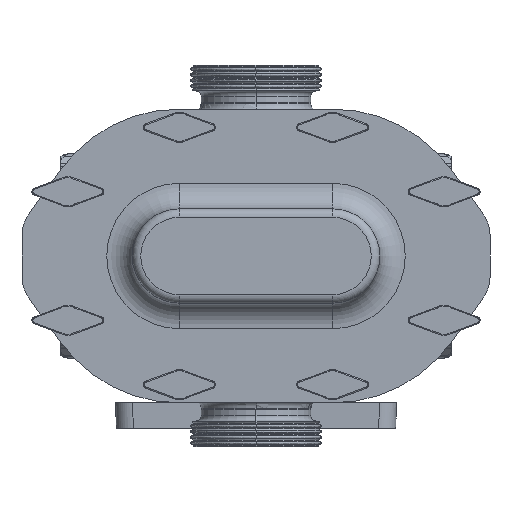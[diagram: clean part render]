
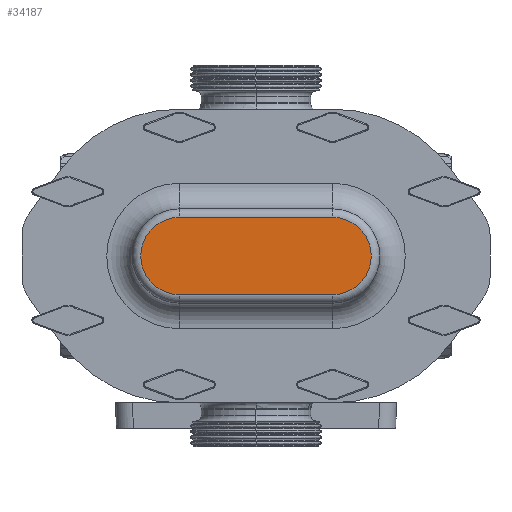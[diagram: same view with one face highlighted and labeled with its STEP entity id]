
A CAD part, left-side view. The second image highlights one B-rep face of the part: STEP entity #34187.
In plain terms, the highlighted planar face has unit normal (-1, 0, 0).
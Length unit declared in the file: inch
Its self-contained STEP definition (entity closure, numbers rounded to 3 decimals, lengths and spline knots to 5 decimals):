
#198 = CARTESIAN_POINT ( 'NONE',  ( -2.21, -2.25, -1.135 ) ) ;
#1675 = CARTESIAN_POINT ( 'NONE',  ( -2.21, 2.25, 0. ) ) ;
#1897 = FACE_OUTER_BOUND ( 'NONE', #23294, .T. ) ;
#2803 = DIRECTION ( 'NONE',  ( 0., -1., 0. ) ) ;
#4296 = EDGE_CURVE ( 'NONE', #7727, #38783, #36248, .T. ) ;
#5967 = CARTESIAN_POINT ( 'NONE',  ( -2.21, -2.25, 1.135 ) ) ;
#6682 = CARTESIAN_POINT ( 'NONE',  ( -2.21, 2.25, 1.135 ) ) ;
#7727 = VERTEX_POINT ( 'NONE', #33502 ) ;
#8064 = VERTEX_POINT ( 'NONE', #6682 ) ;
#9734 = VERTEX_POINT ( 'NONE', #5967 ) ;
#11352 = CARTESIAN_POINT ( 'NONE',  ( -2.21, 2.25, 1.135 ) ) ;
#11565 = DIRECTION ( 'NONE',  ( 0., 1., 0. ) ) ;
#11741 = EDGE_CURVE ( 'NONE', #8064, #7727, #36637, .T. ) ;
#12745 = DIRECTION ( 'NONE',  ( -1., 0., 0. ) ) ;
#13610 = ORIENTED_EDGE ( 'NONE', *, *, #32068, .T. ) ;
#14071 = AXIS2_PLACEMENT_3D ( 'NONE', #37143, #24921, #15538 ) ;
#15538 = DIRECTION ( 'NONE',  ( 0., 0., 1. ) ) ;
#15684 = PLANE ( 'NONE',  #22131 ) ;
#17516 = ORIENTED_EDGE ( 'NONE', *, *, #4296, .T. ) ;
#17812 = LINE ( 'NONE', #11352, #23734 ) ;
#20967 = CARTESIAN_POINT ( 'NONE',  ( -2.21, -2.25, -1.135 ) ) ;
#22131 = AXIS2_PLACEMENT_3D ( 'NONE', #1675, #41806, #38570 ) ;
#23294 = EDGE_LOOP ( 'NONE', ( #13610, #32767, #17516, #24958 ) ) ;
#23734 = VECTOR ( 'NONE', #11565, 39.37008 ) ;
#24921 = DIRECTION ( 'NONE',  ( -1., 0., 0. ) ) ;
#24958 = ORIENTED_EDGE ( 'NONE', *, *, #30123, .T. ) ;
#25818 = DIRECTION ( 'NONE',  ( 0., 0., 1. ) ) ;
#27476 = VECTOR ( 'NONE', #2803, 39.37008 ) ;
#30082 = CARTESIAN_POINT ( 'NONE',  ( -2.21, 2.25, 0. ) ) ;
#30123 = EDGE_CURVE ( 'NONE', #38783, #9734, #30488, .T. ) ;
#30488 = CIRCLE ( 'NONE', #14071, 1.135 ) ;
#32068 = EDGE_CURVE ( 'NONE', #9734, #8064, #17812, .T. ) ;
#32767 = ORIENTED_EDGE ( 'NONE', *, *, #11741, .T. ) ;
#33502 = CARTESIAN_POINT ( 'NONE',  ( -2.21, 2.25, -1.135 ) ) ;
#34187 = ADVANCED_FACE ( 'NONE', ( #1897 ), #15684, .T. ) ;
#36248 = LINE ( 'NONE', #198, #27476 ) ;
#36637 = CIRCLE ( 'NONE', #37311, 1.135 ) ;
#37143 = CARTESIAN_POINT ( 'NONE',  ( -2.21, -2.25, 0. ) ) ;
#37311 = AXIS2_PLACEMENT_3D ( 'NONE', #30082, #12745, #25818 ) ;
#38570 = DIRECTION ( 'NONE',  ( 0., 0., 1. ) ) ;
#38783 = VERTEX_POINT ( 'NONE', #20967 ) ;
#41806 = DIRECTION ( 'NONE',  ( -1., 0., 0. ) ) ;
